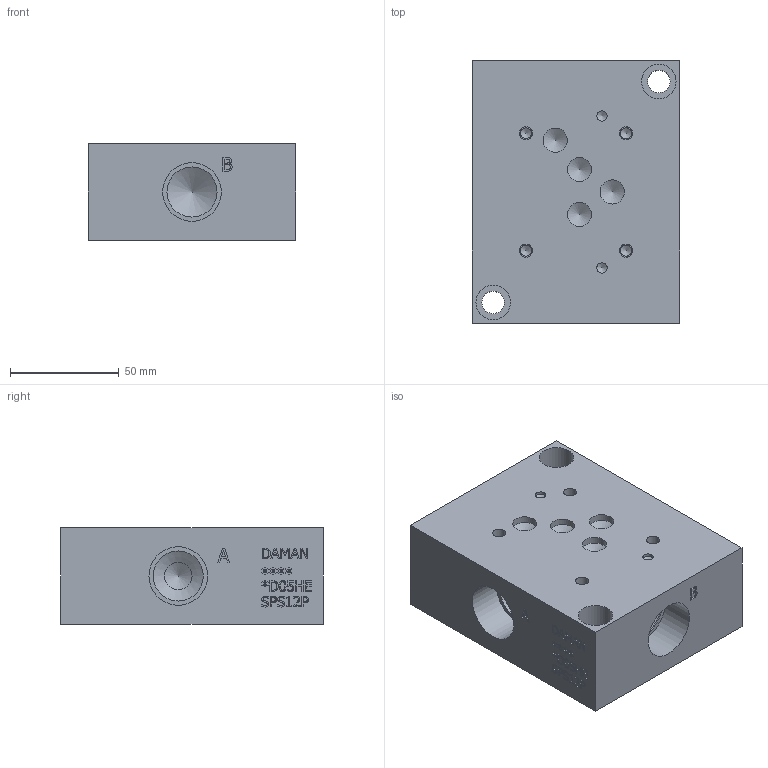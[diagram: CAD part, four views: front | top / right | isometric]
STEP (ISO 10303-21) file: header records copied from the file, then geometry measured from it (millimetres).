
FILE_DESCRIPTION(/* description */ (''),/* implementation_level */ '2;1');
FILE_NAME(/* name */ '_D05HESPS12P.stp',/* time_stamp */ '2020-04-20T09:44:48-04:00',/* author */ ('alexanderw'),/* organization */ (''),/* preprocessor_version */ 'ST-DEVELOPER v17',/* originating_system */ 'Autodesk Inventor 2019',/* authorisation */ '');
FILE_SCHEMA (('AUTOMOTIVE_DESIGN { 1 0 10303 214 3 1 1 }'));
Length unit declared in the file: millimetre
Products named in the file (1): Part9
Bounding box: 95.25 x 120.65 x 44.45 mm (x, y, z)
Volume: 445652.3 mm3; surface area: 56035.6 mm2
Topology: 1 solids, 1 shells, 503 faces, 1382 edges, 931 vertices
Faces by surface type: plane 332, bspline 123, cylinder 31, cone 17
Full cylindrical faces by diameter (mm): 4.775 x2, 5.004 x4, 5.994 x4, 10.312 x2, 10.719 x2, 11.113 x2, 11.125 x2, 12.7 x1, 13.868 x2, 15.875 x2, 23.012 x4, 26.924 x4
Entity records: 16909 total; most frequent: CARTESIAN_POINT 4400, ORIENTED_EDGE 2732, DIRECTION 1991, EDGE_CURVE 1366, LINE 1011, VECTOR 1011, VERTEX_POINT 931, EDGE_LOOP 573
